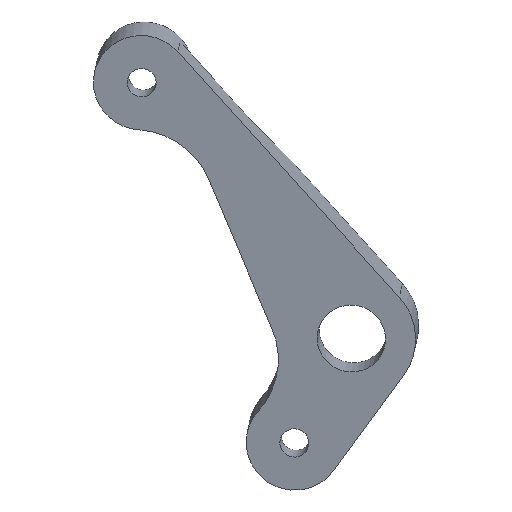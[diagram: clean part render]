
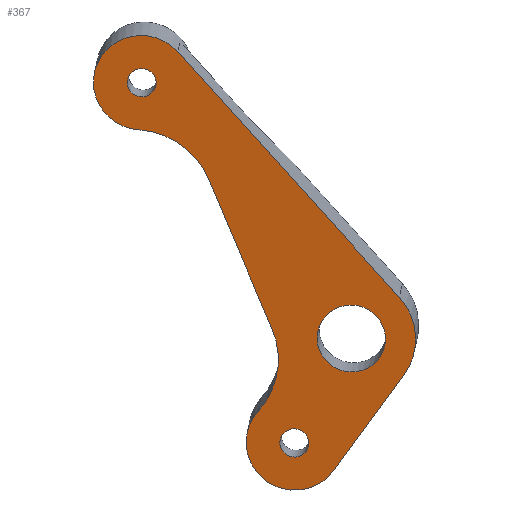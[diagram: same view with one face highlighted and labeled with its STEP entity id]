
A CAD part, top view. The second image highlights one B-rep face of the part: STEP entity #367.
In plain terms, the highlighted planar face has unit normal (-0.047, -0.211, 0.976).
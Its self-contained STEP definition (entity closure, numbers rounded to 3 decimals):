
#68=CIRCLE('',#408,2.125);
#69=CIRCLE('',#409,0.9);
#70=CIRCLE('',#410,3.);
#71=CIRCLE('',#411,5.);
#72=CIRCLE('',#412,5.);
#73=CIRCLE('',#413,3.);
#74=CIRCLE('',#414,4.);
#75=CIRCLE('',#415,0.9);
#106=ORIENTED_EDGE('',*,*,#187,.T.);
#107=ORIENTED_EDGE('',*,*,#188,.F.);
#108=ORIENTED_EDGE('',*,*,#185,.F.);
#109=ORIENTED_EDGE('',*,*,#189,.F.);
#110=ORIENTED_EDGE('',*,*,#190,.T.);
#111=ORIENTED_EDGE('',*,*,#191,.F.);
#112=ORIENTED_EDGE('',*,*,#192,.T.);
#113=ORIENTED_EDGE('',*,*,#193,.F.);
#114=ORIENTED_EDGE('',*,*,#194,.F.);
#115=ORIENTED_EDGE('',*,*,#195,.F.);
#116=ORIENTED_EDGE('',*,*,#196,.F.);
#185=EDGE_CURVE('',#225,#226,#253,.T.);
#187=EDGE_CURVE('',#227,#227,#68,.T.);
#188=EDGE_CURVE('',#228,#228,#69,.F.);
#189=EDGE_CURVE('',#229,#225,#70,.T.);
#190=EDGE_CURVE('',#229,#230,#71,.T.);
#191=EDGE_CURVE('',#231,#230,#255,.T.);
#192=EDGE_CURVE('',#231,#232,#72,.T.);
#193=EDGE_CURVE('',#233,#232,#73,.T.);
#194=EDGE_CURVE('',#234,#233,#256,.T.);
#195=EDGE_CURVE('',#226,#234,#74,.T.);
#196=EDGE_CURVE('',#235,#235,#75,.F.);
#225=VERTEX_POINT('',#615);
#226=VERTEX_POINT('',#617);
#227=VERTEX_POINT('',#621);
#228=VERTEX_POINT('',#623);
#229=VERTEX_POINT('',#625);
#230=VERTEX_POINT('',#627);
#231=VERTEX_POINT('',#629);
#232=VERTEX_POINT('',#631);
#233=VERTEX_POINT('',#633);
#234=VERTEX_POINT('',#635);
#235=VERTEX_POINT('',#638);
#253=LINE('',#616,#272);
#255=LINE('',#628,#274);
#256=LINE('',#634,#275);
#272=VECTOR('',#487,1000.);
#274=VECTOR('',#499,1000.);
#275=VECTOR('',#504,1000.);
#287=EDGE_LOOP('',(#106));
#288=EDGE_LOOP('',(#107));
#289=EDGE_LOOP('',(#108,#109,#110,#111,#112,#113,#114,#115));
#290=EDGE_LOOP('',(#116));
#323=FACE_BOUND('',#287,.T.);
#324=FACE_BOUND('',#288,.T.);
#325=FACE_BOUND('',#289,.T.);
#326=FACE_BOUND('',#290,.T.);
#357=PLANE('',#407);
#367=ADVANCED_FACE('',(#323,#324,#325,#326),#357,.F.);
#407=AXIS2_PLACEMENT_3D('',#619,#489,#490);
#408=AXIS2_PLACEMENT_3D('',#620,#491,#492);
#409=AXIS2_PLACEMENT_3D('',#622,#493,#494);
#410=AXIS2_PLACEMENT_3D('',#624,#495,#496);
#411=AXIS2_PLACEMENT_3D('',#626,#497,#498);
#412=AXIS2_PLACEMENT_3D('',#630,#500,#501);
#413=AXIS2_PLACEMENT_3D('',#632,#502,#503);
#414=AXIS2_PLACEMENT_3D('',#636,#505,#506);
#415=AXIS2_PLACEMENT_3D('',#637,#507,#508);
#487=DIRECTION('',(0.665,-0.736,-0.127));
#489=DIRECTION('',(0.047,0.211,-0.976));
#490=DIRECTION('',(0.,0.977,0.211));
#491=DIRECTION('',(0.047,0.211,-0.976));
#492=DIRECTION('',(0.,0.977,0.211));
#493=DIRECTION('',(0.047,0.211,-0.976));
#494=DIRECTION('',(0.,0.977,0.211));
#495=DIRECTION('',(0.047,0.211,-0.976));
#496=DIRECTION('',(-0.852,-0.501,-0.149));
#497=DIRECTION('',(0.047,0.211,-0.976));
#498=DIRECTION('',(0.,0.977,0.211));
#499=DIRECTION('',(-0.384,0.906,0.178));
#500=DIRECTION('',(0.047,0.211,-0.976));
#501=DIRECTION('',(0.,0.977,0.211));
#502=DIRECTION('',(0.047,0.211,-0.976));
#503=DIRECTION('',(-0.852,-0.501,-0.149));
#504=DIRECTION('',(-0.581,-0.789,-0.199));
#505=DIRECTION('',(0.047,0.211,-0.976));
#506=DIRECTION('',(-0.852,-0.501,-0.149));
#507=DIRECTION('',(0.047,0.211,-0.976));
#508=DIRECTION('',(0.,0.977,0.211));
#615=CARTESIAN_POINT('',(65.52,69.024,33.001));
#616=CARTESIAN_POINT('',(65.52,69.024,33.001));
#617=CARTESIAN_POINT('',(79.286,53.782,30.366));
#619=CARTESIAN_POINT('',(72.766,44.727,28.094));
#620=CARTESIAN_POINT('',(76.303,51.21,29.666));
#621=CARTESIAN_POINT('',(76.303,53.287,30.115));
#622=CARTESIAN_POINT('',(72.766,44.727,28.094));
#623=CARTESIAN_POINT('',(72.766,45.607,28.284));
#624=CARTESIAN_POINT('',(63.284,67.095,32.476));
#625=CARTESIAN_POINT('',(63.109,64.17,31.835));
#626=CARTESIAN_POINT('',(62.819,59.294,30.767));
#627=CARTESIAN_POINT('',(67.43,61.127,31.385));
#628=CARTESIAN_POINT('',(74.15,45.277,28.279));
#629=CARTESIAN_POINT('',(71.386,51.795,29.556));
#630=CARTESIAN_POINT('',(66.776,49.962,28.938));
#631=CARTESIAN_POINT('',(70.52,46.69,28.411));
#632=CARTESIAN_POINT('',(72.766,44.727,28.094));
#633=CARTESIAN_POINT('',(75.204,42.997,27.837));
#634=CARTESIAN_POINT('',(79.553,48.903,29.323));
#635=CARTESIAN_POINT('',(79.553,48.903,29.323));
#636=CARTESIAN_POINT('',(76.303,51.21,29.666));
#637=CARTESIAN_POINT('',(63.284,67.095,32.476));
#638=CARTESIAN_POINT('',(63.284,67.975,32.667));
